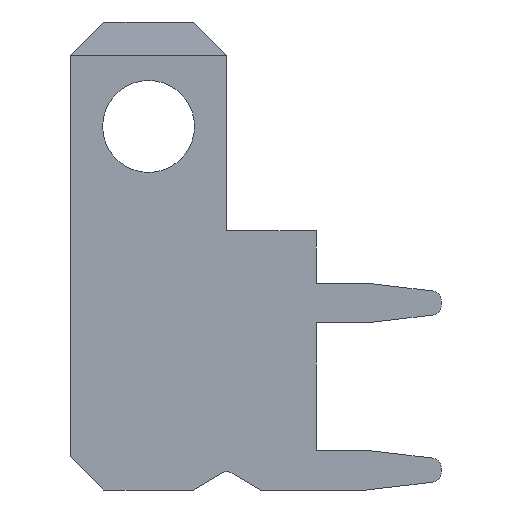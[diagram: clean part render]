
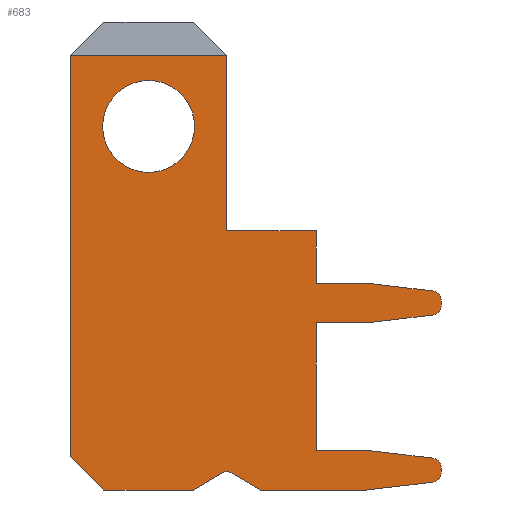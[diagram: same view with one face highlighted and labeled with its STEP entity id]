
A CAD part, left-side view. The second image highlights one B-rep face of the part: STEP entity #683.
In plain terms, the highlighted planar face has unit normal (-1, 0, 0).
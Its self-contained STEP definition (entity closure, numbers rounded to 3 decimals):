
#134=CARTESIAN_POINT('',(-0.4,0.,-3.175));
#135=DIRECTION('',(-1.,0.,0.));
#136=DIRECTION('',(0.,0.,-1.));
#137=AXIS2_PLACEMENT_3D('',#134,#135,#136);
#139=CARTESIAN_POINT('',(-0.4,0.,-3.175));
#140=DIRECTION('',(-1.,0.,0.));
#141=DIRECTION('',(0.,0.,1.));
#142=AXIS2_PLACEMENT_3D('',#139,#140,#141);
#144=DIRECTION('',(0.,0.,1.));
#145=VECTOR('',#144,12.192);
#146=CARTESIAN_POINT('',(-0.4,2.375,-13.208));
#147=LINE('',#146,#145);
#148=DIRECTION('',(0.,1.,0.));
#149=VECTOR('',#148,4.75);
#150=CARTESIAN_POINT('',(-0.4,-2.375,-1.016));
#151=LINE('',#150,#149);
#152=DIRECTION('',(0.,0.,-1.));
#153=VECTOR('',#152,5.334);
#154=CARTESIAN_POINT('',(-0.4,-2.375,-1.016));
#155=LINE('',#154,#153);
#156=DIRECTION('',(0.,-1.,0.));
#157=VECTOR('',#156,2.718);
#158=CARTESIAN_POINT('',(-0.4,-2.375,-6.35));
#159=LINE('',#158,#157);
#160=DIRECTION('',(0.,0.,-1.));
#161=VECTOR('',#160,1.588);
#162=CARTESIAN_POINT('',(-0.4,-5.093,-6.35));
#163=LINE('',#162,#161);
#164=DIRECTION('',(0.,-1.,0.));
#165=VECTOR('',#164,1.524);
#166=CARTESIAN_POINT('',(-0.4,-5.093,-7.938));
#167=LINE('',#166,#165);
#168=DIRECTION('',(0.,-0.993,-0.116));
#169=VECTOR('',#168,2.019);
#170=CARTESIAN_POINT('',(-0.4,-6.617,-7.938));
#171=LINE('',#170,#169);
#172=CARTESIAN_POINT('',(-0.4,-8.585,-8.488));
#173=DIRECTION('',(1.,0.,0.));
#174=DIRECTION('',(0.,-0.116,0.993));
#175=AXIS2_PLACEMENT_3D('',#172,#173,#174);
#177=DIRECTION('',(0.,0.,-1.));
#178=VECTOR('',#177,0.106);
#179=CARTESIAN_POINT('',(-0.4,-8.903,-8.488));
#180=LINE('',#179,#178);
#181=CARTESIAN_POINT('',(-0.4,-8.585,-8.594));
#182=DIRECTION('',(1.,0.,0.));
#183=DIRECTION('',(0.,-1.,0.));
#184=AXIS2_PLACEMENT_3D('',#181,#182,#183);
#186=DIRECTION('',(0.,0.993,-0.116));
#187=VECTOR('',#186,2.019);
#188=CARTESIAN_POINT('',(-0.4,-8.622,-8.909));
#189=LINE('',#188,#187);
#190=DIRECTION('',(0.,1.,0.));
#191=VECTOR('',#190,1.524);
#192=CARTESIAN_POINT('',(-0.4,-6.617,-9.144));
#193=LINE('',#192,#191);
#194=DIRECTION('',(0.,0.,-1.));
#195=VECTOR('',#194,3.874);
#196=CARTESIAN_POINT('',(-0.4,-5.093,-9.144));
#197=LINE('',#196,#195);
#198=DIRECTION('',(0.,-1.,0.));
#199=VECTOR('',#198,1.524);
#200=CARTESIAN_POINT('',(-0.4,-5.093,-13.018));
#201=LINE('',#200,#199);
#202=DIRECTION('',(0.,-0.993,-0.116));
#203=VECTOR('',#202,2.019);
#204=CARTESIAN_POINT('',(-0.4,-6.617,-13.018));
#205=LINE('',#204,#203);
#206=CARTESIAN_POINT('',(-0.4,-8.585,-13.568));
#207=DIRECTION('',(1.,0.,0.));
#208=DIRECTION('',(0.,-0.116,0.993));
#209=AXIS2_PLACEMENT_3D('',#206,#207,#208);
#211=DIRECTION('',(0.,0.,-1.));
#212=VECTOR('',#211,0.106);
#213=CARTESIAN_POINT('',(-0.4,-8.903,-13.568));
#214=LINE('',#213,#212);
#215=CARTESIAN_POINT('',(-0.4,-8.585,-13.674));
#216=DIRECTION('',(1.,0.,0.));
#217=DIRECTION('',(0.,-1.,0.));
#218=AXIS2_PLACEMENT_3D('',#215,#216,#217);
#220=DIRECTION('',(0.,0.993,-0.116));
#221=VECTOR('',#220,2.019);
#222=CARTESIAN_POINT('',(-0.4,-8.622,-13.989));
#223=LINE('',#222,#221);
#224=DIRECTION('',(0.,1.,0.));
#225=VECTOR('',#224,3.226);
#226=CARTESIAN_POINT('',(-0.4,-6.617,-14.224));
#227=LINE('',#226,#225);
#228=DIRECTION('',(0.,0.861,0.508));
#229=VECTOR('',#228,1.03);
#230=CARTESIAN_POINT('',(-0.4,-3.391,-14.224));
#231=LINE('',#230,#229);
#232=CARTESIAN_POINT('',(-0.4,-2.375,-13.919));
#233=DIRECTION('',(-1.,0.,0.));
#234=DIRECTION('',(0.,-0.508,0.861));
#235=AXIS2_PLACEMENT_3D('',#232,#233,#234);
#237=DIRECTION('',(0.,0.861,-0.508));
#238=VECTOR('',#237,1.03);
#239=CARTESIAN_POINT('',(-0.4,-2.246,-13.7));
#240=LINE('',#239,#238);
#241=DIRECTION('',(0.,1.,0.));
#242=VECTOR('',#241,2.718);
#243=CARTESIAN_POINT('',(-0.4,-1.359,-14.224));
#244=LINE('',#243,#242);
#245=DIRECTION('',(0.,0.707,0.707));
#246=VECTOR('',#245,1.437);
#247=CARTESIAN_POINT('',(-0.4,1.359,-14.224));
#248=LINE('',#247,#246);
#504=CARTESIAN_POINT('',(-0.4,-2.375,-6.35));
#505=CARTESIAN_POINT('',(-0.4,-5.093,-6.35));
#506=VERTEX_POINT('',#504);
#507=VERTEX_POINT('',#505);
#508=CARTESIAN_POINT('',(-0.4,-5.093,-7.938));
#509=VERTEX_POINT('',#508);
#510=CARTESIAN_POINT('',(-0.4,-6.617,-7.938));
#511=VERTEX_POINT('',#510);
#512=CARTESIAN_POINT('',(-0.4,-8.903,-8.488));
#513=CARTESIAN_POINT('',(-0.4,-8.903,-8.594));
#514=VERTEX_POINT('',#512);
#515=VERTEX_POINT('',#513);
#516=CARTESIAN_POINT('',(-0.4,-6.617,-9.144));
#517=CARTESIAN_POINT('',(-0.4,-5.093,-9.144));
#518=VERTEX_POINT('',#516);
#519=VERTEX_POINT('',#517);
#520=CARTESIAN_POINT('',(-0.4,-5.093,-13.018));
#521=VERTEX_POINT('',#520);
#522=CARTESIAN_POINT('',(-0.4,-6.617,-13.018));
#523=VERTEX_POINT('',#522);
#524=CARTESIAN_POINT('',(-0.4,-1.359,-14.224));
#525=CARTESIAN_POINT('',(-0.4,1.359,-14.224));
#526=VERTEX_POINT('',#524);
#527=VERTEX_POINT('',#525);
#552=CARTESIAN_POINT('',(-0.4,0.,-4.572));
#553=CARTESIAN_POINT('',(-0.4,0.,-1.778));
#554=VERTEX_POINT('',#552);
#555=VERTEX_POINT('',#553);
#556=CARTESIAN_POINT('',(-0.4,-8.622,-8.172));
#557=VERTEX_POINT('',#556);
#558=CARTESIAN_POINT('',(-0.4,-8.622,-8.909));
#559=VERTEX_POINT('',#558);
#560=CARTESIAN_POINT('',(-0.4,-8.622,-13.252));
#561=VERTEX_POINT('',#560);
#562=CARTESIAN_POINT('',(-0.4,-8.622,-13.989));
#563=CARTESIAN_POINT('',(-0.4,-6.617,-14.224));
#564=VERTEX_POINT('',#562);
#565=VERTEX_POINT('',#563);
#580=CARTESIAN_POINT('',(-0.4,-3.391,-14.224));
#581=VERTEX_POINT('',#580);
#582=CARTESIAN_POINT('',(-0.4,-2.504,-13.7));
#583=CARTESIAN_POINT('',(-0.4,-2.246,-13.7));
#584=VERTEX_POINT('',#582);
#585=VERTEX_POINT('',#583);
#592=CARTESIAN_POINT('',(-0.4,-8.903,-13.568));
#593=VERTEX_POINT('',#592);
#594=CARTESIAN_POINT('',(-0.4,-8.903,-13.674));
#595=VERTEX_POINT('',#594);
#600=CARTESIAN_POINT('',(-0.4,2.375,-13.208));
#601=CARTESIAN_POINT('',(-0.4,2.375,-1.016));
#602=VERTEX_POINT('',#600);
#603=VERTEX_POINT('',#601);
#618=CARTESIAN_POINT('',(-0.4,-2.375,-1.016));
#619=VERTEX_POINT('',#618);
#620=CARTESIAN_POINT('',(-0.4,0.,0.));
#621=DIRECTION('',(1.,0.,0.));
#622=DIRECTION('',(0.,0.,-1.));
#623=AXIS2_PLACEMENT_3D('',#620,#621,#622);
#624=PLANE('',#623);
#626=ORIENTED_EDGE('',*,*,#625,.T.);
#628=ORIENTED_EDGE('',*,*,#627,.F.);
#630=ORIENTED_EDGE('',*,*,#629,.T.);
#632=ORIENTED_EDGE('',*,*,#631,.T.);
#634=ORIENTED_EDGE('',*,*,#633,.T.);
#636=ORIENTED_EDGE('',*,*,#635,.T.);
#638=ORIENTED_EDGE('',*,*,#637,.T.);
#640=ORIENTED_EDGE('',*,*,#639,.T.);
#642=ORIENTED_EDGE('',*,*,#641,.T.);
#644=ORIENTED_EDGE('',*,*,#643,.T.);
#646=ORIENTED_EDGE('',*,*,#645,.T.);
#648=ORIENTED_EDGE('',*,*,#647,.T.);
#650=ORIENTED_EDGE('',*,*,#649,.T.);
#652=ORIENTED_EDGE('',*,*,#651,.T.);
#654=ORIENTED_EDGE('',*,*,#653,.T.);
#656=ORIENTED_EDGE('',*,*,#655,.T.);
#658=ORIENTED_EDGE('',*,*,#657,.T.);
#660=ORIENTED_EDGE('',*,*,#659,.T.);
#662=ORIENTED_EDGE('',*,*,#661,.T.);
#664=ORIENTED_EDGE('',*,*,#663,.T.);
#666=ORIENTED_EDGE('',*,*,#665,.T.);
#668=ORIENTED_EDGE('',*,*,#667,.T.);
#670=ORIENTED_EDGE('',*,*,#669,.T.);
#672=ORIENTED_EDGE('',*,*,#671,.T.);
#674=ORIENTED_EDGE('',*,*,#673,.T.);
#675=EDGE_LOOP('',(#626,#628,#630,#632,#634,#636,#638,#640,#642,#644,#646,#648,
#650,#652,#654,#656,#658,#660,#662,#664,#666,#668,#670,#672,#674));
#676=FACE_OUTER_BOUND('',#675,.F.);
#678=ORIENTED_EDGE('',*,*,#677,.T.);
#680=ORIENTED_EDGE('',*,*,#679,.T.);
#681=EDGE_LOOP('',(#678,#680));
#682=FACE_BOUND('',#681,.F.);
#138=CIRCLE('',#137,1.397);
#143=CIRCLE('',#142,1.397);
#176=CIRCLE('',#175,0.318);
#185=CIRCLE('',#184,0.318);
#210=CIRCLE('',#209,0.318);
#219=CIRCLE('',#218,0.318);
#236=CIRCLE('',#235,0.254);
#625=EDGE_CURVE('',#602,#603,#147,.T.);
#627=EDGE_CURVE('',#619,#603,#151,.T.);
#629=EDGE_CURVE('',#619,#506,#155,.T.);
#631=EDGE_CURVE('',#506,#507,#159,.T.);
#633=EDGE_CURVE('',#507,#509,#163,.T.);
#635=EDGE_CURVE('',#509,#511,#167,.T.);
#637=EDGE_CURVE('',#511,#557,#171,.T.);
#639=EDGE_CURVE('',#557,#514,#176,.T.);
#641=EDGE_CURVE('',#514,#515,#180,.T.);
#643=EDGE_CURVE('',#515,#559,#185,.T.);
#645=EDGE_CURVE('',#559,#518,#189,.T.);
#647=EDGE_CURVE('',#518,#519,#193,.T.);
#649=EDGE_CURVE('',#519,#521,#197,.T.);
#651=EDGE_CURVE('',#521,#523,#201,.T.);
#653=EDGE_CURVE('',#523,#561,#205,.T.);
#655=EDGE_CURVE('',#561,#593,#210,.T.);
#657=EDGE_CURVE('',#593,#595,#214,.T.);
#659=EDGE_CURVE('',#595,#564,#219,.T.);
#661=EDGE_CURVE('',#564,#565,#223,.T.);
#663=EDGE_CURVE('',#565,#581,#227,.T.);
#665=EDGE_CURVE('',#581,#584,#231,.T.);
#667=EDGE_CURVE('',#584,#585,#236,.T.);
#669=EDGE_CURVE('',#585,#526,#240,.T.);
#671=EDGE_CURVE('',#526,#527,#244,.T.);
#673=EDGE_CURVE('',#527,#602,#248,.T.);
#677=EDGE_CURVE('',#554,#555,#138,.T.);
#679=EDGE_CURVE('',#555,#554,#143,.T.);
#683=ADVANCED_FACE('',(#676,#682),#624,.F.);
